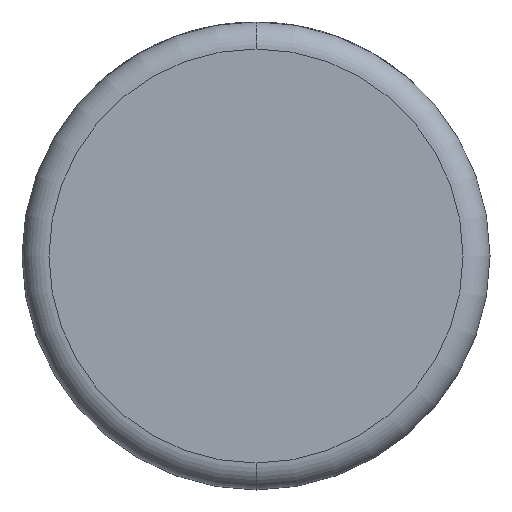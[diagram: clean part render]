
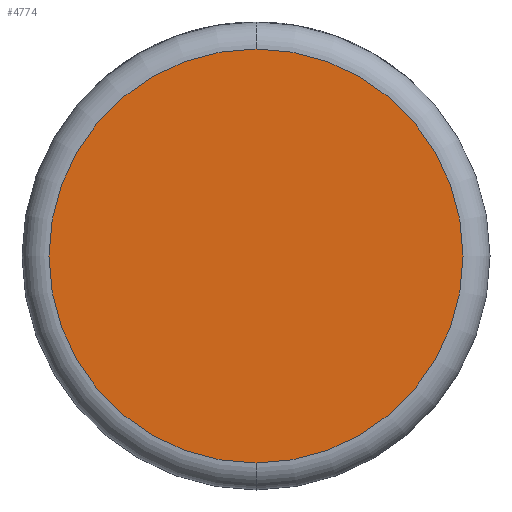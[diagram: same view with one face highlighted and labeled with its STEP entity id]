
A CAD part, front view. The second image highlights one B-rep face of the part: STEP entity #4774.
In plain terms, the highlighted planar face has unit normal (0, -1, 0).
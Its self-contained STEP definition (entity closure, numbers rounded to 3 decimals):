
#332 = CIRCLE ( 'NONE', #3500, 11.281 ) ;
#510 = CARTESIAN_POINT ( 'NONE',  ( 0., 0., 0. ) ) ;
#684 = CARTESIAN_POINT ( 'NONE',  ( 0., 0., 11.281 ) ) ;
#857 = EDGE_CURVE ( 'NONE', #2286, #1551, #332, .T. ) ;
#1134 = DIRECTION ( 'NONE',  ( 0., 0., 1. ) ) ;
#1413 = AXIS2_PLACEMENT_3D ( 'NONE', #510, #3454, #2475 ) ;
#1551 = VERTEX_POINT ( 'NONE', #2248 ) ;
#1766 = EDGE_LOOP ( 'NONE', ( #1814, #1892 ) ) ;
#1814 = ORIENTED_EDGE ( 'NONE', *, *, #857, .T. ) ;
#1818 = CARTESIAN_POINT ( 'NONE',  ( 0., 0., 0. ) ) ;
#1892 = ORIENTED_EDGE ( 'NONE', *, *, #3925, .T. ) ;
#2248 = CARTESIAN_POINT ( 'NONE',  ( 0., 0., -11.281 ) ) ;
#2286 = VERTEX_POINT ( 'NONE', #684 ) ;
#2345 = CARTESIAN_POINT ( 'NONE',  ( 0., 0., 0. ) ) ;
#2441 = AXIS2_PLACEMENT_3D ( 'NONE', #2345, #3047, #4522 ) ;
#2475 = DIRECTION ( 'NONE',  ( 0., 0., 1. ) ) ;
#2904 = PLANE ( 'NONE',  #1413 ) ;
#3047 = DIRECTION ( 'NONE',  ( 0., -1., 0. ) ) ;
#3252 = CIRCLE ( 'NONE', #2441, 11.281 ) ;
#3454 = DIRECTION ( 'NONE',  ( 0., 1., 0. ) ) ;
#3500 = AXIS2_PLACEMENT_3D ( 'NONE', #1818, #4434, #1134 ) ;
#3925 = EDGE_CURVE ( 'NONE', #1551, #2286, #3252, .T. ) ;
#4395 = FACE_OUTER_BOUND ( 'NONE', #1766, .T. ) ;
#4434 = DIRECTION ( 'NONE',  ( 0., -1., 0. ) ) ;
#4522 = DIRECTION ( 'NONE',  ( 0., 0., 1. ) ) ;
#4774 = ADVANCED_FACE ( 'NONE', ( #4395 ), #2904, .F. ) ;
